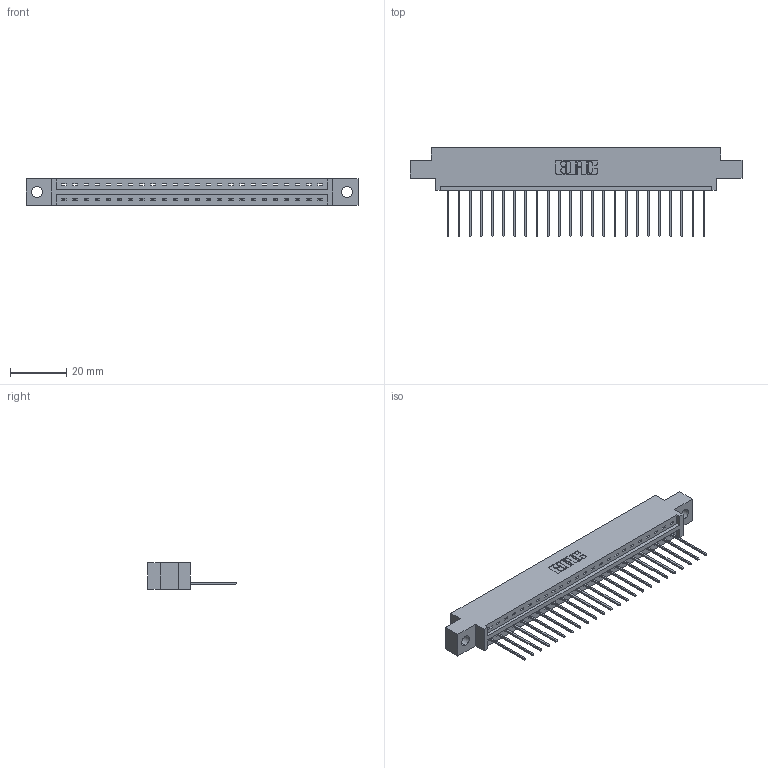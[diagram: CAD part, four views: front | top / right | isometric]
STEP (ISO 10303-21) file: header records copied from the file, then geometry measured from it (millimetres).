
FILE_DESCRIPTION (( 'STEP AP203' ), '1' );
FILE_NAME ('337-024-542-604.STEP', '2019-09-30T16:01:42', ( '' ), ( '' ), 'SwSTEP 2.0', 'SolidWorks 2016', '' );
FILE_SCHEMA (( 'CONFIG_CONTROL_DESIGN' ));
Length unit declared in the file: inch
Products named in the file (3): 337 Part_0.170 Offset - 0.156 Dia-TH; 345-292-001_345-293-142; 337-024-542-604
Assembly tree (25 placements, depth 2):
  337-024-542-604
    337 Part_0.170 Offset - 0.156 Dia-TH
    345-292-001_345-293-142  x24
Bounding box: 118.11 x 31.63 x 9.4 mm (x, y, z)
Volume: 11898.3 mm3; surface area: 12438.2 mm2
Topology: 25 solids, 25 shells, 1606 faces, 4835 edges, 3190 vertices
Faces by surface type: plane 1178, cylinder 428
Entity records: 20321 total; most frequent: CARTESIAN_POINT 3546, ORIENTED_EDGE 3506, DIRECTION 3021, EDGE_CURVE 1753, LINE 1625, VECTOR 1625, VERTEX_POINT 1166, AXIS2_PLACEMENT_3D 698
